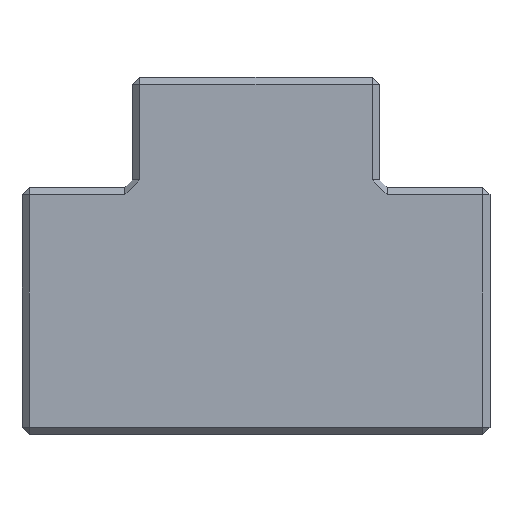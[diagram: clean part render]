
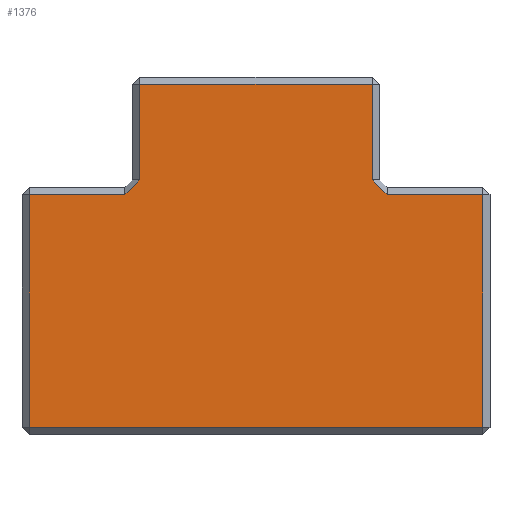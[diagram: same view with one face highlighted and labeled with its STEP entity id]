
A CAD part, top view. The second image highlights one B-rep face of the part: STEP entity #1376.
In plain terms, the highlighted planar face has unit normal (0, 0, 1).
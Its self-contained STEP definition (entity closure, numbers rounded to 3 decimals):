
#1357=AXIS2_PLACEMENT_3D('Plane Axis2P3D',#1354,#1355,#1356) ;
#107=CARTESIAN_POINT('Line Origine',(13.323,92.925,14.1)) ;
#111=CARTESIAN_POINT('Vertex',(14.123,92.125,14.1)) ;
#113=CARTESIAN_POINT('Vertex',(12.523,93.725,14.1)) ;
#473=CARTESIAN_POINT('Vertex',(24.407,92.125,14.1)) ;
#476=CARTESIAN_POINT('Line Origine',(0.,92.125,14.1)) ;
#645=CARTESIAN_POINT('Line Origine',(-13.323,92.925,14.1)) ;
#649=CARTESIAN_POINT('Vertex',(-12.523,93.725,14.1)) ;
#651=CARTESIAN_POINT('Vertex',(-14.123,92.125,14.1)) ;
#1042=CARTESIAN_POINT('Vertex',(-24.407,92.125,14.1)) ;
#1045=CARTESIAN_POINT('Line Origine',(-0.4,92.125,14.1)) ;
#1078=CARTESIAN_POINT('Line Origine',(24.407,85.544,14.1)) ;
#1082=CARTESIAN_POINT('Vertex',(24.407,67.079,14.1)) ;
#1167=CARTESIAN_POINT('Line Origine',(-24.407,85.544,14.1)) ;
#1171=CARTESIAN_POINT('Vertex',(-24.407,67.079,14.1)) ;
#1201=CARTESIAN_POINT('Line Origine',(0.,67.079,14.1)) ;
#1244=CARTESIAN_POINT('Vertex',(12.523,104.009,14.1)) ;
#1247=CARTESIAN_POINT('Line Origine',(12.523,85.544,14.1)) ;
#1318=CARTESIAN_POINT('Line Origine',(-12.523,85.544,14.1)) ;
#1322=CARTESIAN_POINT('Vertex',(-12.523,104.009,14.1)) ;
#1354=CARTESIAN_POINT('Axis2P3D Location',(0.,0.,14.1)) ;
#1359=CARTESIAN_POINT('Line Origine',(0.,104.009,14.1)) ;
#108=DIRECTION('Vector Direction',(-0.707,0.707,0.)) ;
#477=DIRECTION('Vector Direction',(-1.,0.,0.)) ;
#646=DIRECTION('Vector Direction',(-0.707,-0.707,0.)) ;
#1046=DIRECTION('Vector Direction',(1.,0.,0.)) ;
#1079=DIRECTION('Vector Direction',(0.,1.,0.)) ;
#1168=DIRECTION('Vector Direction',(0.,-1.,0.)) ;
#1202=DIRECTION('Vector Direction',(1.,0.,0.)) ;
#1248=DIRECTION('Vector Direction',(0.,-1.,0.)) ;
#1319=DIRECTION('Vector Direction',(0.,-1.,0.)) ;
#1355=DIRECTION('Axis2P3D Direction',(0.,0.,1.)) ;
#1356=DIRECTION('Axis2P3D XDirection',(1.,0.,0.)) ;
#1360=DIRECTION('Vector Direction',(-1.,0.,0.)) ;
#109=VECTOR('Line Direction',#108,1.) ;
#478=VECTOR('Line Direction',#477,1.) ;
#647=VECTOR('Line Direction',#646,1.) ;
#1047=VECTOR('Line Direction',#1046,1.) ;
#1080=VECTOR('Line Direction',#1079,1.) ;
#1169=VECTOR('Line Direction',#1168,1.) ;
#1203=VECTOR('Line Direction',#1202,1.) ;
#1249=VECTOR('Line Direction',#1248,1.) ;
#1320=VECTOR('Line Direction',#1319,1.) ;
#1361=VECTOR('Line Direction',#1360,1.) ;
#1365=ORIENTED_EDGE('',*,*,#1324,.F.) ;
#1366=ORIENTED_EDGE('',*,*,#653,.T.) ;
#1367=ORIENTED_EDGE('',*,*,#1049,.T.) ;
#1368=ORIENTED_EDGE('',*,*,#1173,.T.) ;
#1369=ORIENTED_EDGE('',*,*,#1205,.T.) ;
#1370=ORIENTED_EDGE('',*,*,#1084,.T.) ;
#1371=ORIENTED_EDGE('',*,*,#480,.F.) ;
#1372=ORIENTED_EDGE('',*,*,#115,.T.) ;
#1373=ORIENTED_EDGE('',*,*,#1251,.T.) ;
#1374=ORIENTED_EDGE('',*,*,#1363,.T.) ;
#1376=ADVANCED_FACE('Body.2',(#1375),#1358,.T.) ;
#115=EDGE_CURVE('',#112,#114,#110,.T.) ;
#480=EDGE_CURVE('',#112,#474,#479,.F.) ;
#653=EDGE_CURVE('',#650,#652,#648,.T.) ;
#1049=EDGE_CURVE('',#652,#1043,#1048,.F.) ;
#1084=EDGE_CURVE('',#1083,#474,#1081,.T.) ;
#1173=EDGE_CURVE('',#1043,#1172,#1170,.T.) ;
#1205=EDGE_CURVE('',#1172,#1083,#1204,.T.) ;
#1251=EDGE_CURVE('',#114,#1245,#1250,.F.) ;
#1324=EDGE_CURVE('',#650,#1323,#1321,.F.) ;
#1363=EDGE_CURVE('',#1245,#1323,#1362,.T.) ;
#1364=EDGE_LOOP('',(#1365,#1366,#1367,#1368,#1369,#1370,#1371,#1372,#1373,#1374)) ;
#1375=FACE_OUTER_BOUND('',#1364,.T.) ;
#110=LINE('Line',#107,#109) ;
#479=LINE('Line',#476,#478) ;
#648=LINE('Line',#645,#647) ;
#1048=LINE('Line',#1045,#1047) ;
#1081=LINE('Line',#1078,#1080) ;
#1170=LINE('Line',#1167,#1169) ;
#1204=LINE('Line',#1201,#1203) ;
#1250=LINE('Line',#1247,#1249) ;
#1321=LINE('Line',#1318,#1320) ;
#1362=LINE('Line',#1359,#1361) ;
#1358=PLANE('',#1357) ;
#112=VERTEX_POINT('',#111) ;
#114=VERTEX_POINT('',#113) ;
#474=VERTEX_POINT('',#473) ;
#650=VERTEX_POINT('',#649) ;
#652=VERTEX_POINT('',#651) ;
#1043=VERTEX_POINT('',#1042) ;
#1083=VERTEX_POINT('',#1082) ;
#1172=VERTEX_POINT('',#1171) ;
#1245=VERTEX_POINT('',#1244) ;
#1323=VERTEX_POINT('',#1322) ;
